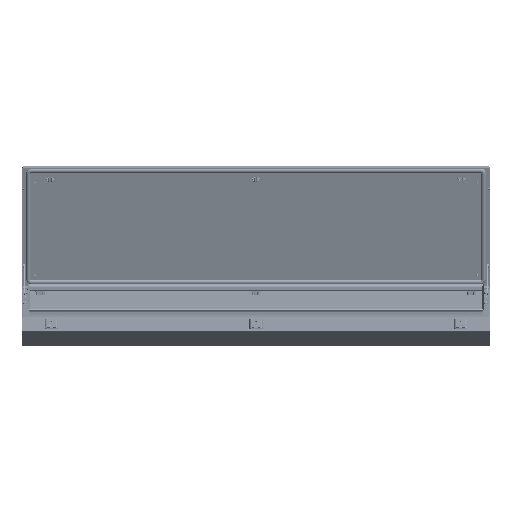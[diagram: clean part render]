
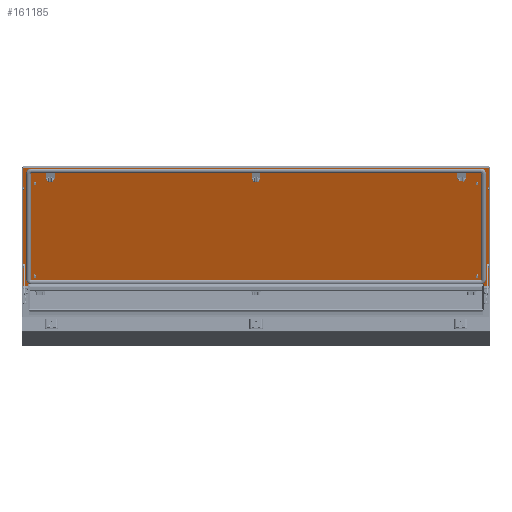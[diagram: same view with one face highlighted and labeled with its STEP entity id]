
A CAD part, front view. The second image highlights one B-rep face of the part: STEP entity #161185.
In plain terms, the highlighted face is planar.
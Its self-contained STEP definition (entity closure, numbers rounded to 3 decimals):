
#24468 = CARTESIAN_POINT ( 'NONE',  ( -219.5, -796.5, 2. ) ) ;
#24472 = PLANE ( 'NONE',  #39549 ) ;
#24474 = DIRECTION ( 'NONE',  ( 0., 0., 1. ) ) ;
#24475 = DIRECTION ( 'NONE',  ( 1., 0., 0. ) ) ;
#35228 = FACE_OUTER_BOUND ( 'NONE', #116525, .T. ) ;
#39549 = AXIS2_PLACEMENT_3D ( 'NONE', #24468, #24474, #24475 ) ;
#52247 = CARTESIAN_POINT ( 'NONE',  ( -218.5, -795.5, 2. ) ) ;
#52255 = CARTESIAN_POINT ( 'NONE',  ( -219.5, 795.5, 2. ) ) ;
#52264 = CARTESIAN_POINT ( 'NONE',  ( 218.5, 795.5, 2. ) ) ;
#52268 = DIRECTION ( 'NONE',  ( 0., 1., 0. ) ) ;
#52275 = CARTESIAN_POINT ( 'NONE',  ( 219.5, -795.5, 2. ) ) ;
#52279 = DIRECTION ( 'NONE',  ( 1., 0., 0. ) ) ;
#52290 = DIRECTION ( 'NONE',  ( 0., -1., 0. ) ) ;
#52301 = DIRECTION ( 'NONE',  ( -1., 0., 0. ) ) ;
#77654 = VERTEX_POINT ( 'NONE', #85693 ) ;
#77676 = VERTEX_POINT ( 'NONE', #85697 ) ;
#77690 = VERTEX_POINT ( 'NONE', #85698 ) ;
#77692 = VERTEX_POINT ( 'NONE', #85691 ) ;
#85691 = CARTESIAN_POINT ( 'NONE',  ( -218.5, -795.5, 2. ) ) ;
#85693 = CARTESIAN_POINT ( 'NONE',  ( -218.5, 795.5, 2. ) ) ;
#85697 = CARTESIAN_POINT ( 'NONE',  ( 218.5, 795.5, 2. ) ) ;
#85698 = CARTESIAN_POINT ( 'NONE',  ( 218.5, -795.5, 2. ) ) ;
#86824 = LINE ( 'NONE', #52247, #86829 ) ;
#86826 = LINE ( 'NONE', #52255, #86831 ) ;
#86828 = LINE ( 'NONE', #52264, #86833 ) ;
#86829 = VECTOR ( 'NONE', #52268, 1000. ) ;
#86830 = LINE ( 'NONE', #52275, #86835 ) ;
#86831 = VECTOR ( 'NONE', #52279, 1000. ) ;
#86833 = VECTOR ( 'NONE', #52290, 1000. ) ;
#86835 = VECTOR ( 'NONE', #52301, 1000. ) ;
#116525 = EDGE_LOOP ( 'NONE', ( #126836, #126835, #126834, #126832 ) ) ;
#126832 = ORIENTED_EDGE ( 'NONE', *, *, #130694, .F. ) ;
#126834 = ORIENTED_EDGE ( 'NONE', *, *, #130697, .F. ) ;
#126835 = ORIENTED_EDGE ( 'NONE', *, *, #130700, .F. ) ;
#126836 = ORIENTED_EDGE ( 'NONE', *, *, #130702, .F. ) ;
#130694 = EDGE_CURVE ( 'NONE', #77692, #77654, #86824, .T. ) ;
#130697 = EDGE_CURVE ( 'NONE', #77654, #77676, #86826, .T. ) ;
#130700 = EDGE_CURVE ( 'NONE', #77676, #77690, #86828, .T. ) ;
#130702 = EDGE_CURVE ( 'NONE', #77690, #77692, #86830, .T. ) ;
#161185 = ADVANCED_FACE ( 'NONE', ( #35228 ), #24472, .T. ) ;
